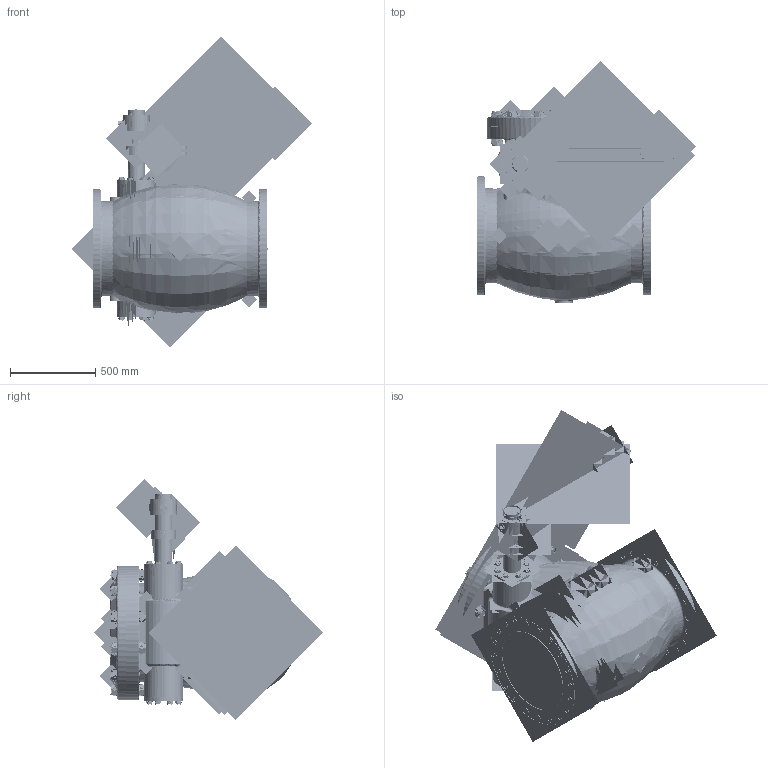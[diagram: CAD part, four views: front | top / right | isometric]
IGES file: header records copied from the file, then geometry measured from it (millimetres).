
Start section:  PTC IGES file: swing_check_valve_90001-flxfl-2_asm.igs
Global section: file name: swing_check_valve_90001-flxfl-2_asm.igs; native system: Creo Parametric by Parametric Technology Corporation; preprocessor: 2013050; author: HAPPY; organization: Unknown; date: 20170128.154334; units: inch
Bounding box: 1414.36 x 1542.05 x 1825.85 mm (x, y, z)
Volume: 188144444.8 mm3; surface area: 68382988.1 mm2
Topology: 73 solids, 73 shells, 4480 faces, 22242 edges, 28014 vertices
Faces by surface type: revolution 2760, bspline 1720
